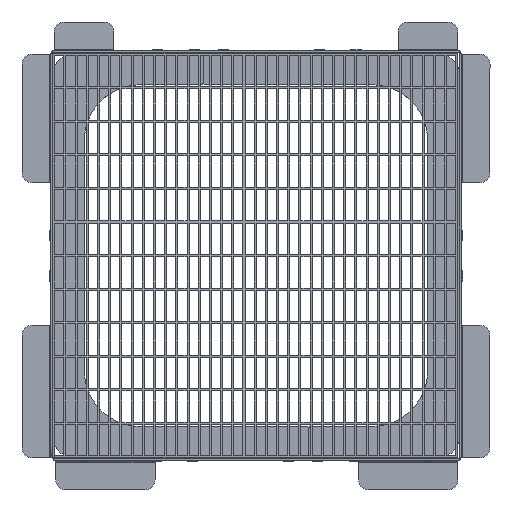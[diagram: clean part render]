
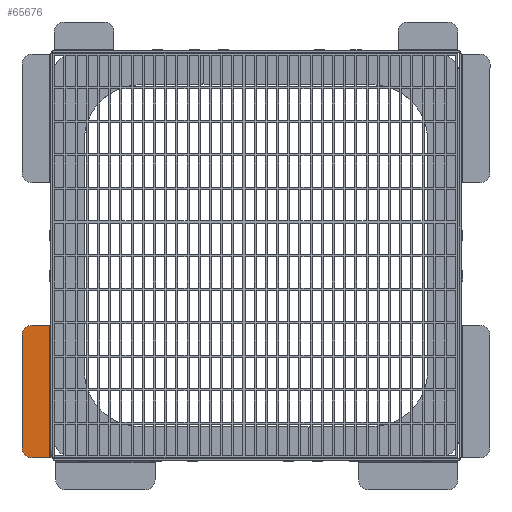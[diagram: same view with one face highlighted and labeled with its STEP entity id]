
A CAD part, top view. The second image highlights one B-rep face of the part: STEP entity #65676.
In plain terms, the highlighted planar face has unit normal (0, 0, 1).
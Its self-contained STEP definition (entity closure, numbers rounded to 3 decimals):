
#3243=PLANE('',#68748);
#6017=FACE_OUTER_BOUND('',#9482,.T.);
#9482=EDGE_LOOP('',(#59974,#59975,#59976,#59977,#59978,#59979));
#10478=CIRCLE('',#68185,10.);
#10480=CIRCLE('',#68191,10.);
#17166=LINE('',#97803,#26249);
#17173=LINE('',#97822,#26256);
#18673=LINE('',#100906,#27756);
#18674=LINE('',#100909,#27757);
#26249=VECTOR('',#79936,10.);
#26256=VECTOR('',#79955,10.);
#27756=VECTOR('',#82561,10.);
#27757=VECTOR('',#82566,10.);
#33280=VERTEX_POINT('',#97793);
#33281=VERTEX_POINT('',#97795);
#33283=VERTEX_POINT('',#97801);
#33287=VERTEX_POINT('',#97815);
#33288=VERTEX_POINT('',#97817);
#33289=VERTEX_POINT('',#97821);
#41697=EDGE_CURVE('',#33280,#33281,#10478,.T.);
#41701=EDGE_CURVE('',#33283,#33280,#17166,.T.);
#41708=EDGE_CURVE('',#33287,#33288,#10480,.T.);
#41710=EDGE_CURVE('',#33289,#33288,#17173,.T.);
#43251=EDGE_CURVE('',#33283,#33289,#18673,.T.);
#43253=EDGE_CURVE('',#33287,#33281,#18674,.T.);
#59974=ORIENTED_EDGE('',*,*,#41697,.F.);
#59975=ORIENTED_EDGE('',*,*,#41701,.F.);
#59976=ORIENTED_EDGE('',*,*,#43251,.T.);
#59977=ORIENTED_EDGE('',*,*,#41710,.T.);
#59978=ORIENTED_EDGE('',*,*,#41708,.F.);
#59979=ORIENTED_EDGE('',*,*,#43253,.T.);
#65676=ADVANCED_FACE('',(#6017),#3243,.F.);
#68185=AXIS2_PLACEMENT_3D('',#97796,#79929,#79930);
#68191=AXIS2_PLACEMENT_3D('',#97818,#79950,#79951);
#68748=AXIS2_PLACEMENT_3D('',#100910,#82567,#82568);
#79929=DIRECTION('center_axis',(0.,0.,
-1.));
#79930=DIRECTION('ref_axis',(-0.707,-0.707,0.));
#79936=DIRECTION('',(-1.,0.,0.));
#79950=DIRECTION('center_axis',(0.,0.,
-1.));
#79951=DIRECTION('ref_axis',(-0.707,0.707,0.));
#79955=DIRECTION('',(-1.,0.,0.));
#82561=DIRECTION('',(0.,1.,0.));
#82566=DIRECTION('',(0.,-1.,0.));
#82567=DIRECTION('center_axis',(0.,0.,
-1.));
#82568=DIRECTION('ref_axis',(0.,1.,0.));
#97793=CARTESIAN_POINT('',(-220.05,-200.5,1.5));
#97795=CARTESIAN_POINT('',(-230.05,-190.5,1.5));
#97796=CARTESIAN_POINT('Origin',(-220.05,-190.5,1.5));
#97801=CARTESIAN_POINT('',(-203.05,-200.5,1.5));
#97803=CARTESIAN_POINT('',(-199.657,-200.5,1.5));
#97815=CARTESIAN_POINT('',(-230.05,-80.,1.5));
#97817=CARTESIAN_POINT('',(-220.05,-70.,1.5));
#97818=CARTESIAN_POINT('Origin',(-220.05,-80.,1.5));
#97821=CARTESIAN_POINT('',(-203.05,-70.,1.5));
#97822=CARTESIAN_POINT('',(-208.952,-70.,1.5));
#100906=CARTESIAN_POINT('',(-203.05,-2.,1.5));
#100909=CARTESIAN_POINT('',(-230.05,196.5,1.5));
#100910=CARTESIAN_POINT('Origin',(-214.854,-2.,1.5));
